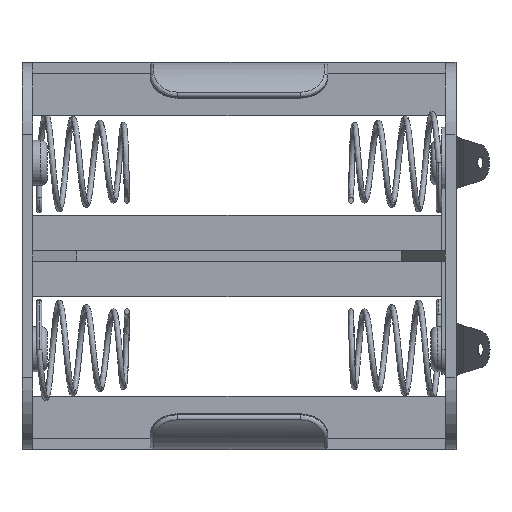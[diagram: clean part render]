
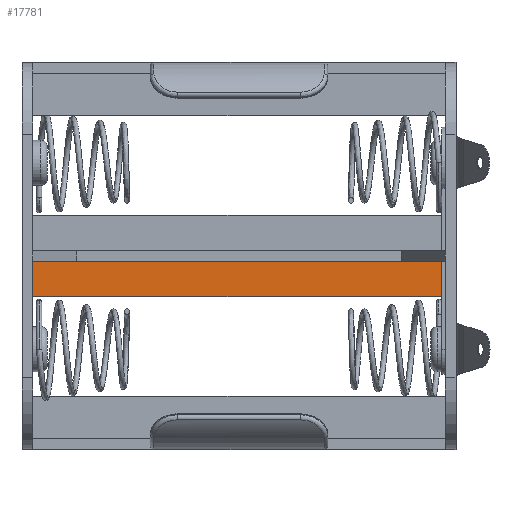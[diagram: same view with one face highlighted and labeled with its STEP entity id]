
A CAD part, front view. The second image highlights one B-rep face of the part: STEP entity #17781.
In plain terms, the highlighted planar face has unit normal (0, -1, 0).
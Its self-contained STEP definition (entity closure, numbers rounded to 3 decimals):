
#305 = EDGE_CURVE ( 'NONE', #20813, #16228, #19974, .T. ) ;
#535 = VECTOR ( 'NONE', #1054, 1000. ) ;
#1054 = DIRECTION ( 'NONE',  ( 0., 0., -1. ) ) ;
#1639 = DIRECTION ( 'NONE',  ( 0., 0., 1. ) ) ;
#2307 = LINE ( 'NONE', #9155, #535 ) ;
#2325 = CARTESIAN_POINT ( 'NONE',  ( 29.071, -1.524, -1.512 ) ) ;
#2883 = ORIENTED_EDGE ( 'NONE', *, *, #5945, .F. ) ;
#2968 = ORIENTED_EDGE ( 'NONE', *, *, #305, .T. ) ;
#3515 = EDGE_CURVE ( 'NONE', #6468, #20813, #10655, .T. ) ;
#4176 = CARTESIAN_POINT ( 'NONE',  ( 29.071, -1.524, -5.762 ) ) ;
#4692 = ORIENTED_EDGE ( 'NONE', *, *, #3515, .T. ) ;
#5846 = VECTOR ( 'NONE', #18160, 1000. ) ;
#5945 = EDGE_CURVE ( 'NONE', #20958, #11598, #20444, .T. ) ;
#6468 = VERTEX_POINT ( 'NONE', #18088 ) ;
#6829 = CARTESIAN_POINT ( 'NONE',  ( -29.071, -1.524, -0.762 ) ) ;
#6887 = CARTESIAN_POINT ( 'NONE',  ( 0., -1.524, -0.762 ) ) ;
#6940 = EDGE_CURVE ( 'NONE', #15389, #20958, #9567, .T. ) ;
#9155 = CARTESIAN_POINT ( 'NONE',  ( 29.071, -1.524, 0. ) ) ;
#9567 = LINE ( 'NONE', #14400, #18925 ) ;
#9718 = PLANE ( 'NONE',  #14226 ) ;
#10580 = CARTESIAN_POINT ( 'NONE',  ( -29.071, -1.524, 0. ) ) ;
#10655 = LINE ( 'NONE', #6887, #5846 ) ;
#11060 = LINE ( 'NONE', #13531, #13600 ) ;
#11154 = FACE_OUTER_BOUND ( 'NONE', #16157, .T. ) ;
#11598 = VERTEX_POINT ( 'NONE', #12045 ) ;
#12045 = CARTESIAN_POINT ( 'NONE',  ( -29.071, -1.524, -5.762 ) ) ;
#13531 = CARTESIAN_POINT ( 'NONE',  ( -29.071, -1.524, 0. ) ) ;
#13600 = VECTOR ( 'NONE', #18183, 1000. ) ;
#14226 = AXIS2_PLACEMENT_3D ( 'NONE', #20947, #14529, #1639 ) ;
#14400 = CARTESIAN_POINT ( 'NONE',  ( 29.071, -1.524, 0. ) ) ;
#14529 = DIRECTION ( 'NONE',  ( 0., -1., 0. ) ) ;
#15389 = VERTEX_POINT ( 'NONE', #2325 ) ;
#15448 = CARTESIAN_POINT ( 'NONE',  ( 0., -1.524, -5.762 ) ) ;
#16041 = DIRECTION ( 'NONE',  ( 0., 0., -1. ) ) ;
#16095 = EDGE_CURVE ( 'NONE', #6468, #15389, #2307, .T. ) ;
#16157 = EDGE_LOOP ( 'NONE', ( #19210, #2883, #17835, #19407, #4692, #2968 ) ) ;
#16228 = VERTEX_POINT ( 'NONE', #19310 ) ;
#16435 = VECTOR ( 'NONE', #20335, 1000. ) ;
#17781 = ADVANCED_FACE ( 'NONE', ( #11154 ), #9718, .T. ) ;
#17835 = ORIENTED_EDGE ( 'NONE', *, *, #6940, .F. ) ;
#18088 = CARTESIAN_POINT ( 'NONE',  ( 29.071, -1.524, -0.762 ) ) ;
#18160 = DIRECTION ( 'NONE',  ( -1., 0., 0. ) ) ;
#18183 = DIRECTION ( 'NONE',  ( 0., 0., -1. ) ) ;
#18619 = DIRECTION ( 'NONE',  ( -1., 0., 0. ) ) ;
#18925 = VECTOR ( 'NONE', #16041, 1000. ) ;
#19210 = ORIENTED_EDGE ( 'NONE', *, *, #20831, .T. ) ;
#19310 = CARTESIAN_POINT ( 'NONE',  ( -29.071, -1.524, -1.512 ) ) ;
#19407 = ORIENTED_EDGE ( 'NONE', *, *, #16095, .F. ) ;
#19926 = VECTOR ( 'NONE', #18619, 1000. ) ;
#19974 = LINE ( 'NONE', #10580, #16435 ) ;
#20335 = DIRECTION ( 'NONE',  ( 0., 0., -1. ) ) ;
#20444 = LINE ( 'NONE', #15448, #19926 ) ;
#20813 = VERTEX_POINT ( 'NONE', #6829 ) ;
#20831 = EDGE_CURVE ( 'NONE', #16228, #11598, #11060, .T. ) ;
#20947 = CARTESIAN_POINT ( 'NONE',  ( 0., -1.524, 0. ) ) ;
#20958 = VERTEX_POINT ( 'NONE', #4176 ) ;
